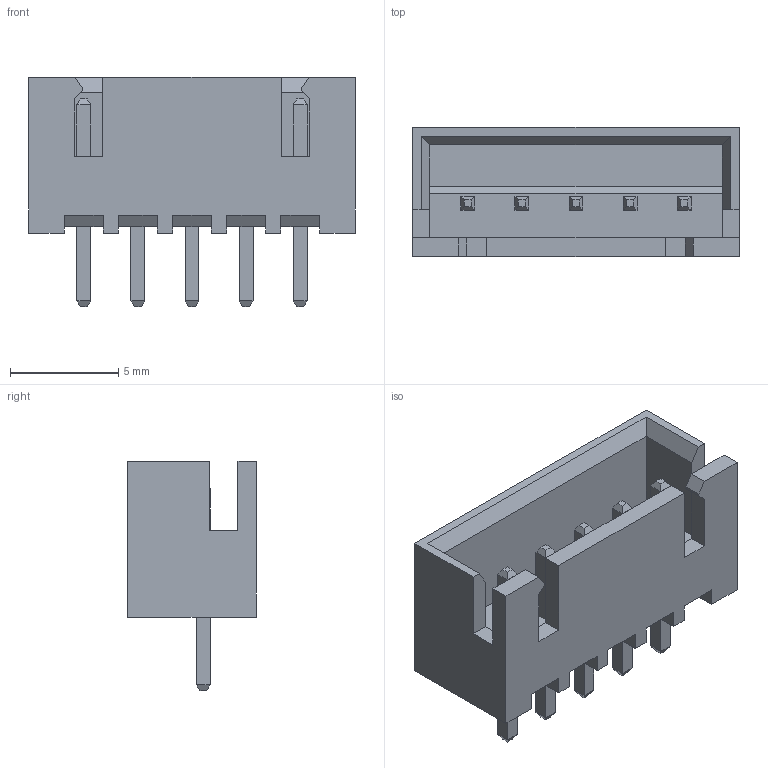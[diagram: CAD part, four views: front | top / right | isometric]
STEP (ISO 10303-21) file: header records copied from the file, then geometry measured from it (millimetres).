
FILE_DESCRIPTION(('STEP AP214'), '1');
FILE_NAME('DS1069-2MVW6X', '2018-05-09T00:07:13', ('Nobody'), (''), 'ASCON STEP Converter 1.3', 'ASCON Math Kernel', '');
FILE_SCHEMA(('AUTOMOTIVE_DESIGN { 1 0 10303 214 3 1 1}'));
Length unit declared in the file: millimetre
Assembly tree (6 placements, depth 2):
  (unnamed)
    (unnamed)
    (unnamed)  x5
Bounding box: 15.1 x 5.95 x 10.6 mm (x, y, z)
Volume: 330.6 mm3; surface area: 785.3 mm2
Topology: 6 solids, 6 shells, 135 faces, 327 edges, 204 vertices
Faces by surface type: plane 135
Entity records: 3313 total; most frequent: CARTESIAN_POINT 441, ORIENTED_EDGE 430, DIRECTION 387, EDGE_CURVE 215, LINE 215, VECTOR 215, VERTEX_POINT 140, AXIS2_PLACEMENT_3D 86
